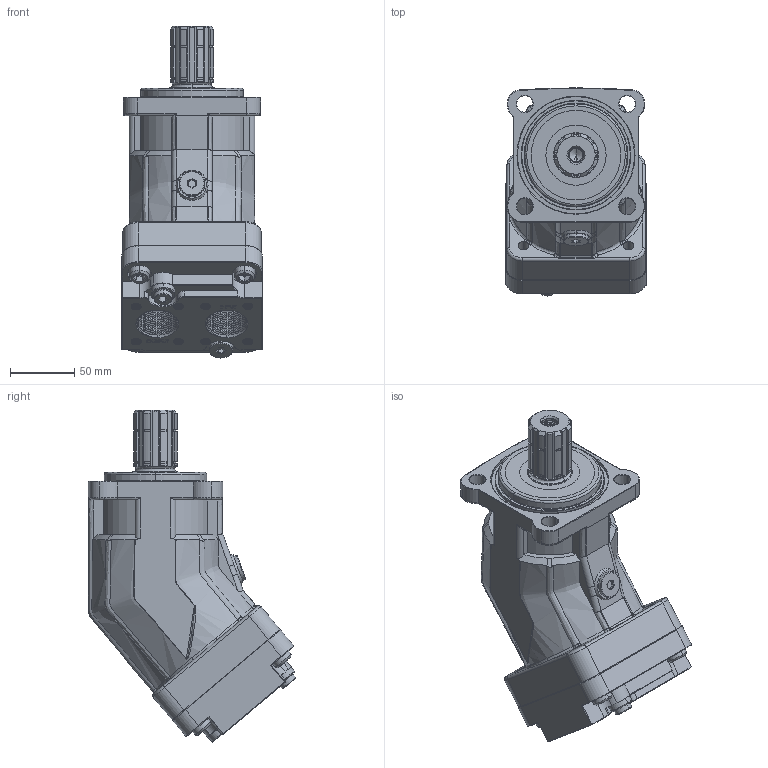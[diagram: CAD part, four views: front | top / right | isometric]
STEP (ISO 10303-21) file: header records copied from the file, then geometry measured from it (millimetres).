
FILE_DESCRIPTION (( 'STEP AP203' ), '1' );
FILE_NAME ('32-40STP.STEP', '2024-05-22T11:04:41', ( '' ), ( '' ), 'SwSTEP 2.0', 'SolidWorks 2022', '' );
FILE_SCHEMA (( 'CONFIG_CONTROL_DESIGN' ));
Products named in the file (1): 32-40STP
Bounding box: 110 x 162.18 x 259.18 mm (x, y, z)
Volume: 928746.5 mm3; surface area: 212209.9 mm2
Topology: 2 solids, 2 shells, 1209 faces, 3221 edges, 2071 vertices
Faces by surface type: cylinder 507, plane 423, bspline 147, cone 81, torus 51
Entity records: 60868 total; most frequent: CARTESIAN_POINT 33516, ORIENTED_EDGE 6438, DIRECTION 4880, EDGE_CURVE 3219, VERTEX_POINT 2071, AXIS2_PLACEMENT_3D 1697, LINE 1486, VECTOR 1486
